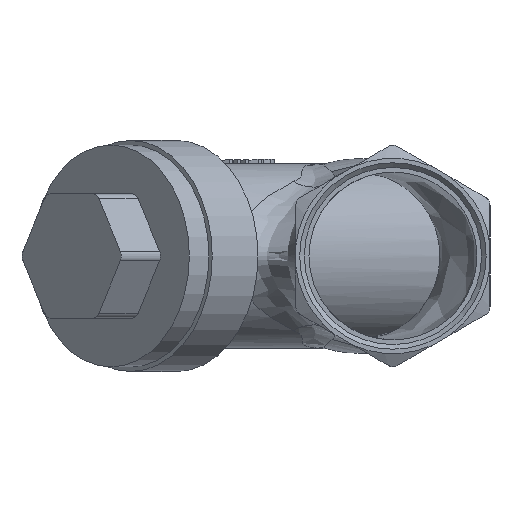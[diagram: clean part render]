
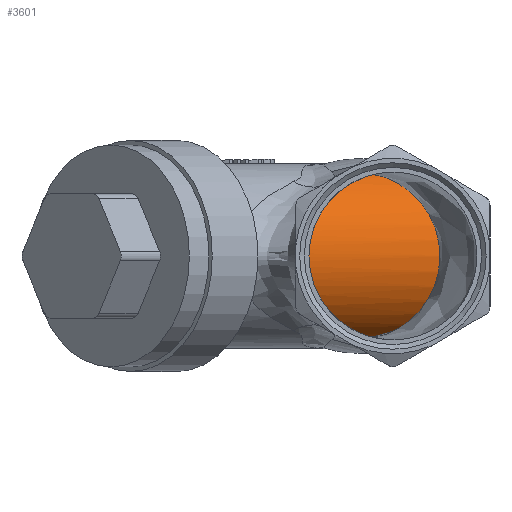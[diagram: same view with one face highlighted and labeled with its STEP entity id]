
A CAD part, left-side view. The second image highlights one B-rep face of the part: STEP entity #3601.
In plain terms, the highlighted cylindrical face has radius 10 mm (diameter 20 mm), a partial arc.
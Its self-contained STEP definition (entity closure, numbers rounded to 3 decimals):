
#171=CIRCLE('',#3935,10.);
#738=CYLINDRICAL_SURFACE('',#3937,10.);
#915=FACE_OUTER_BOUND('',#1121,.T.);
#1121=EDGE_LOOP('',(#3093,#3094,#3095,#3096,#3097,#3098,#3099));
#1277=B_SPLINE_CURVE_WITH_KNOTS('',3,(#8276,#8277,#8278,#8279,#8280,#8281,
#8282,#8283,#8284,#8285,#8286,#8287),.UNSPECIFIED.,.F.,.F.,(4,2,2,2,2,4),
(-1.151,-1.15,-1.045,-0.779,
-0.381,-0.347),.UNSPECIFIED.);
#1278=B_SPLINE_CURVE_WITH_KNOTS('',3,(#8289,#8290,#8291,#8292,#8293,#8294,
#8295,#8296,#8297,#8298,#8299,#8300,#8301,#8302),.UNSPECIFIED.,.F.,.F.,
(4,2,2,2,2,2,4),(-4.883,-4.232,-4.086,-3.892,
-3.706,-3.548,-3.495),.UNSPECIFIED.);
#1279=B_SPLINE_CURVE_WITH_KNOTS('',3,(#8304,#8305,#8306,#8307,#8308,#8309,
#8310,#8311,#8312,#8313),.UNSPECIFIED.,.F.,.F.,(4,2,2,2,4),(-2.632,
-1.626,-0.934,-0.412,0.),
 .UNSPECIFIED.);
#1280=B_SPLINE_CURVE_WITH_KNOTS('',3,(#8315,#8316,#8317,#8318,#8319,#8320,
#8321,#8322,#8323,#8324,#8325,#8326,#8327,#8328,#8329,#8330,#8331,#8332),
 .UNSPECIFIED.,.F.,.F.,(4,2,2,2,2,2,2,2,4),(1.133,1.14,
1.387,1.511,1.634,1.757,1.881,
2.128,2.135),.UNSPECIFIED.);
#1281=B_SPLINE_CURVE_WITH_KNOTS('',3,(#8334,#8335,#8336,#8337,#8338,#8339,
#8340,#8341,#8342,#8343),.UNSPECIFIED.,.F.,.F.,(4,2,2,2,4),(-1.304,
-0.997,-0.776,-0.348,0.),
 .UNSPECIFIED.);
#1282=B_SPLINE_CURVE_WITH_KNOTS('',3,(#8344,#8345,#8346,#8347),
 .UNSPECIFIED.,.F.,.F.,(4,4),(-0.347,0.),.UNSPECIFIED.);
#1612=VERTEX_POINT('',#8240);
#1617=VERTEX_POINT('',#8253);
#1618=VERTEX_POINT('',#8275);
#1619=VERTEX_POINT('',#8288);
#1620=VERTEX_POINT('',#8303);
#1621=VERTEX_POINT('',#8314);
#1622=VERTEX_POINT('',#8333);
#2130=EDGE_CURVE('',#1617,#1612,#171,.T.);
#2132=EDGE_CURVE('',#1612,#1618,#1277,.T.);
#2133=EDGE_CURVE('',#1619,#1617,#1278,.T.);
#2134=EDGE_CURVE('',#1620,#1619,#1279,.T.);
#2135=EDGE_CURVE('',#1621,#1620,#1280,.T.);
#2136=EDGE_CURVE('',#1622,#1621,#1281,.T.);
#2137=EDGE_CURVE('',#1618,#1622,#1282,.T.);
#3093=ORIENTED_EDGE('',*,*,#2132,.F.);
#3094=ORIENTED_EDGE('',*,*,#2130,.F.);
#3095=ORIENTED_EDGE('',*,*,#2133,.F.);
#3096=ORIENTED_EDGE('',*,*,#2134,.F.);
#3097=ORIENTED_EDGE('',*,*,#2135,.F.);
#3098=ORIENTED_EDGE('',*,*,#2136,.F.);
#3099=ORIENTED_EDGE('',*,*,#2137,.F.);
#3601=ADVANCED_FACE('',(#915),#738,.T.);
#3935=AXIS2_PLACEMENT_3D('',#8258,#4711,#4712);
#3937=AXIS2_PLACEMENT_3D('',#8274,#4715,#4716);
#4711=DIRECTION('center_axis',(0.707,-0.707,0.));
#4712=DIRECTION('ref_axis',(0.,0.,1.));
#4715=DIRECTION('center_axis',(-0.707,0.707,0.));
#4716=DIRECTION('ref_axis',(0.,0.,
1.));
#8240=CARTESIAN_POINT('',(39.613,-3.081,-8.511));
#8253=CARTESIAN_POINT('',(39.613,-3.081,8.511));
#8258=CARTESIAN_POINT('Origin',(43.326,0.632,0.));
#8274=CARTESIAN_POINT('Origin',(21.229,22.729,0.));
#8275=CARTESIAN_POINT('',(34.731,3.317,-9.085));
#8276=CARTESIAN_POINT('Ctrl Pts',(39.613,-3.081,-8.511));
#8277=CARTESIAN_POINT('Ctrl Pts',(39.613,-3.077,-8.512));
#8278=CARTESIAN_POINT('Ctrl Pts',(39.612,-3.074,-8.513));
#8279=CARTESIAN_POINT('Ctrl Pts',(39.563,-2.793,-8.614));
#8280=CARTESIAN_POINT('Ctrl Pts',(39.493,-2.517,-8.697));
#8281=CARTESIAN_POINT('Ctrl Pts',(39.148,-1.547,-8.94));
#8282=CARTESIAN_POINT('Ctrl Pts',(38.751,-0.937,-9.008));
#8283=CARTESIAN_POINT('Ctrl Pts',(37.512,0.564,-9.095));
#8284=CARTESIAN_POINT('Ctrl Pts',(35.841,2.199,-9.082));
#8285=CARTESIAN_POINT('Ctrl Pts',(34.881,3.166,-9.085));
#8286=CARTESIAN_POINT('Ctrl Pts',(34.806,3.242,-9.085));
#8287=CARTESIAN_POINT('Ctrl Pts',(34.731,3.317,-9.085));
#8288=CARTESIAN_POINT('',(32.25,5.452,8.968));
#8289=CARTESIAN_POINT('Ctrl Pts',(32.25,5.452,8.968));
#8290=CARTESIAN_POINT('Ctrl Pts',(33.503,4.596,9.107));
#8291=CARTESIAN_POINT('Ctrl Pts',(34.145,3.902,9.085));
#8292=CARTESIAN_POINT('Ctrl Pts',(36.498,1.537,9.081));
#8293=CARTESIAN_POINT('Ctrl Pts',(36.753,1.281,9.08));
#8294=CARTESIAN_POINT('Ctrl Pts',(37.504,0.511,9.074));
#8295=CARTESIAN_POINT('Ctrl Pts',(37.898,0.093,9.067));
#8296=CARTESIAN_POINT('Ctrl Pts',(38.55,-0.691,9.023));
#8297=CARTESIAN_POINT('Ctrl Pts',(38.846,-1.098,8.986));
#8298=CARTESIAN_POINT('Ctrl Pts',(39.281,-1.909,8.85));
#8299=CARTESIAN_POINT('Ctrl Pts',(39.428,-2.286,8.765));
#8300=CARTESIAN_POINT('Ctrl Pts',(39.562,-2.814,8.603));
#8301=CARTESIAN_POINT('Ctrl Pts',(39.59,-2.948,8.559));
#8302=CARTESIAN_POINT('Ctrl Pts',(39.613,-3.081,8.511));
#8303=CARTESIAN_POINT('',(23.108,8.038,4.234));
#8304=CARTESIAN_POINT('Ctrl Pts',(23.108,8.038,4.234));
#8305=CARTESIAN_POINT('Ctrl Pts',(24.031,7.6,4.968));
#8306=CARTESIAN_POINT('Ctrl Pts',(25.202,7.101,5.767));
#8307=CARTESIAN_POINT('Ctrl Pts',(27.253,6.75,7.142));
#8308=CARTESIAN_POINT('Ctrl Pts',(27.868,6.787,7.55));
#8309=CARTESIAN_POINT('Ctrl Pts',(28.914,6.776,8.123));
#8310=CARTESIAN_POINT('Ctrl Pts',(29.373,6.749,8.331));
#8311=CARTESIAN_POINT('Ctrl Pts',(30.345,6.486,8.641));
#8312=CARTESIAN_POINT('Ctrl Pts',(31.121,6.223,8.843));
#8313=CARTESIAN_POINT('Ctrl Pts',(32.25,5.452,8.968));
#8314=CARTESIAN_POINT('',(23.108,8.038,-4.234));
#8315=CARTESIAN_POINT('Ctrl Pts',(23.108,8.038,-4.234));
#8316=CARTESIAN_POINT('Ctrl Pts',(23.091,8.045,-4.22));
#8317=CARTESIAN_POINT('Ctrl Pts',(23.074,8.053,-4.206));
#8318=CARTESIAN_POINT('Ctrl Pts',(22.464,8.323,-3.685));
#8319=CARTESIAN_POINT('Ctrl Pts',(21.868,8.586,-3.06));
#8320=CARTESIAN_POINT('Ctrl Pts',(21.216,8.873,-1.988));
#8321=CARTESIAN_POINT('Ctrl Pts',(21.038,8.95,-1.608));
#8322=CARTESIAN_POINT('Ctrl Pts',(20.795,9.057,-0.82));
#8323=CARTESIAN_POINT('Ctrl Pts',(20.731,9.085,-0.411));
#8324=CARTESIAN_POINT('Ctrl Pts',(20.731,9.085,0.411));
#8325=CARTESIAN_POINT('Ctrl Pts',(20.795,9.057,0.82));
#8326=CARTESIAN_POINT('Ctrl Pts',(21.038,8.95,1.608));
#8327=CARTESIAN_POINT('Ctrl Pts',(21.216,8.873,1.988));
#8328=CARTESIAN_POINT('Ctrl Pts',(21.868,8.586,3.06));
#8329=CARTESIAN_POINT('Ctrl Pts',(22.464,8.323,3.685));
#8330=CARTESIAN_POINT('Ctrl Pts',(23.074,8.053,4.206));
#8331=CARTESIAN_POINT('Ctrl Pts',(23.091,8.045,4.22));
#8332=CARTESIAN_POINT('Ctrl Pts',(23.108,8.038,4.234));
#8333=CARTESIAN_POINT('',(32.25,5.452,-8.968));
#8334=CARTESIAN_POINT('Ctrl Pts',(32.25,5.452,-8.968));
#8335=CARTESIAN_POINT('Ctrl Pts',(31.726,5.81,-8.91));
#8336=CARTESIAN_POINT('Ctrl Pts',(31.024,6.232,-8.815));
#8337=CARTESIAN_POINT('Ctrl Pts',(29.725,6.681,-8.46));
#8338=CARTESIAN_POINT('Ctrl Pts',(29.27,6.746,-8.282));
#8339=CARTESIAN_POINT('Ctrl Pts',(28.027,6.814,-7.675));
#8340=CARTESIAN_POINT('Ctrl Pts',(27.254,6.693,-7.147));
#8341=CARTESIAN_POINT('Ctrl Pts',(24.975,7.208,-5.609));
#8342=CARTESIAN_POINT('Ctrl Pts',(23.96,7.634,-4.912));
#8343=CARTESIAN_POINT('Ctrl Pts',(23.108,8.038,-4.234));
#8344=CARTESIAN_POINT('Ctrl Pts',(34.731,3.317,-9.085));
#8345=CARTESIAN_POINT('Ctrl Pts',(33.964,4.084,-9.085));
#8346=CARTESIAN_POINT('Ctrl Pts',(33.202,4.801,-9.074));
#8347=CARTESIAN_POINT('Ctrl Pts',(32.25,5.452,-8.968));
